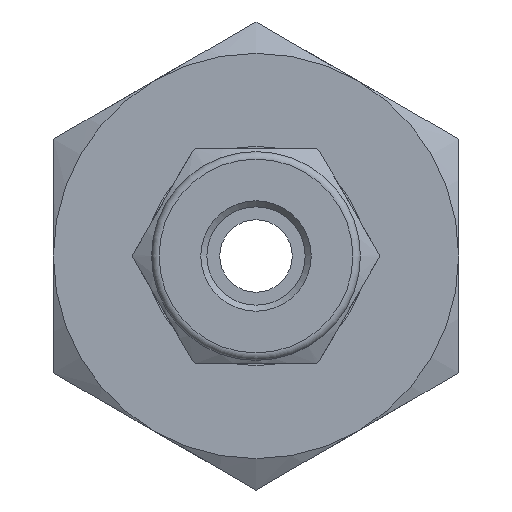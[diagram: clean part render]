
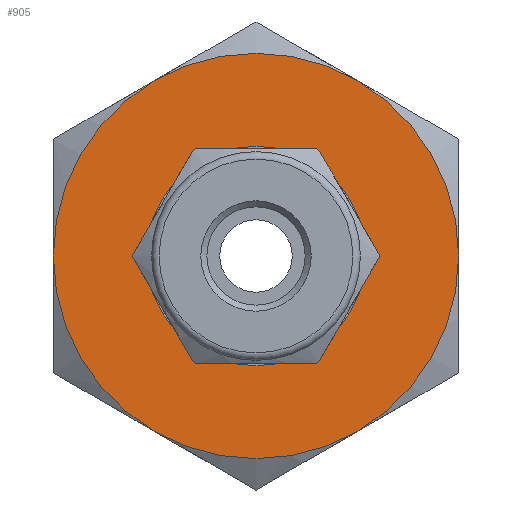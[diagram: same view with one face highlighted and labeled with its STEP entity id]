
A CAD part, left-side view. The second image highlights one B-rep face of the part: STEP entity #905.
In plain terms, the highlighted planar face has unit normal (-1, 0, 0).
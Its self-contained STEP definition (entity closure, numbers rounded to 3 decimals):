
#22=FACE_BOUND('',#225,.T.);
#63=CIRCLE('',#991,5.9);
#83=CIRCLE('',#1028,13.494);
#84=CIRCLE('',#1029,13.494);
#85=CIRCLE('',#1030,13.494);
#86=CIRCLE('',#1031,13.494);
#87=CIRCLE('',#1032,13.494);
#88=CIRCLE('',#1033,13.494);
#158=FACE_OUTER_BOUND('',#224,.T.);
#224=EDGE_LOOP('',(#742,#743,#744,#745,#746,#747));
#225=EDGE_LOOP('',(#748));
#401=VERTEX_POINT('',#1481);
#418=VERTEX_POINT('',#1545);
#419=VERTEX_POINT('',#1546);
#420=VERTEX_POINT('',#1548);
#421=VERTEX_POINT('',#1550);
#422=VERTEX_POINT('',#1552);
#423=VERTEX_POINT('',#1554);
#499=EDGE_CURVE('',#401,#401,#63,.T.);
#529=EDGE_CURVE('',#418,#419,#83,.T.);
#530=EDGE_CURVE('',#420,#418,#84,.T.);
#531=EDGE_CURVE('',#421,#420,#85,.T.);
#532=EDGE_CURVE('',#422,#421,#86,.T.);
#533=EDGE_CURVE('',#423,#422,#87,.T.);
#534=EDGE_CURVE('',#419,#423,#88,.T.);
#742=ORIENTED_EDGE('',*,*,#529,.F.);
#743=ORIENTED_EDGE('',*,*,#530,.F.);
#744=ORIENTED_EDGE('',*,*,#531,.F.);
#745=ORIENTED_EDGE('',*,*,#532,.F.);
#746=ORIENTED_EDGE('',*,*,#533,.F.);
#747=ORIENTED_EDGE('',*,*,#534,.F.);
#748=ORIENTED_EDGE('',*,*,#499,.T.);
#861=PLANE('',#1027);
#905=ADVANCED_FACE('',(#158,#22),#861,.T.);
#991=AXIS2_PLACEMENT_3D('',#1482,#1171,#1172);
#1027=AXIS2_PLACEMENT_3D('',#1544,#1253,#1254);
#1028=AXIS2_PLACEMENT_3D('',#1547,#1255,#1256);
#1029=AXIS2_PLACEMENT_3D('',#1549,#1257,#1258);
#1030=AXIS2_PLACEMENT_3D('',#1551,#1259,#1260);
#1031=AXIS2_PLACEMENT_3D('',#1553,#1261,#1262);
#1032=AXIS2_PLACEMENT_3D('',#1555,#1263,#1264);
#1033=AXIS2_PLACEMENT_3D('',#1556,#1265,#1266);
#1171=DIRECTION('center_axis',(1.,0.,0.));
#1172=DIRECTION('ref_axis',(0.,1.,0.));
#1253=DIRECTION('center_axis',(-1.,0.,0.));
#1254=DIRECTION('ref_axis',(0.,0.,1.));
#1255=DIRECTION('center_axis',(1.,0.,0.));
#1256=DIRECTION('ref_axis',(0.,0.,-1.));
#1257=DIRECTION('center_axis',(1.,0.,0.));
#1258=DIRECTION('ref_axis',(0.,0.,-1.));
#1259=DIRECTION('center_axis',(1.,0.,0.));
#1260=DIRECTION('ref_axis',(0.,0.,-1.));
#1261=DIRECTION('center_axis',(1.,0.,0.));
#1262=DIRECTION('ref_axis',(0.,0.,-1.));
#1263=DIRECTION('center_axis',(1.,0.,0.));
#1264=DIRECTION('ref_axis',(0.,0.,-1.));
#1265=DIRECTION('center_axis',(1.,0.,0.));
#1266=DIRECTION('ref_axis',(0.,0.,-1.));
#1481=CARTESIAN_POINT('',(17.841,-5.9,0.));
#1482=CARTESIAN_POINT('Origin',(17.841,0.,
0.));
#1544=CARTESIAN_POINT('Origin',(17.841,13.494,0.));
#1545=CARTESIAN_POINT('',(17.841,-13.494,0.));
#1546=CARTESIAN_POINT('',(17.841,-6.747,-11.686));
#1547=CARTESIAN_POINT('Origin',(17.841,0.,
0.));
#1548=CARTESIAN_POINT('',(17.841,-6.747,11.686));
#1549=CARTESIAN_POINT('Origin',(17.841,0.,
0.));
#1550=CARTESIAN_POINT('',(17.841,6.747,11.686));
#1551=CARTESIAN_POINT('Origin',(17.841,0.,
0.));
#1552=CARTESIAN_POINT('',(17.841,13.494,0.));
#1553=CARTESIAN_POINT('Origin',(17.841,0.,
0.));
#1554=CARTESIAN_POINT('',(17.841,6.747,-11.686));
#1555=CARTESIAN_POINT('Origin',(17.841,0.,
0.));
#1556=CARTESIAN_POINT('Origin',(17.841,0.,
0.));
